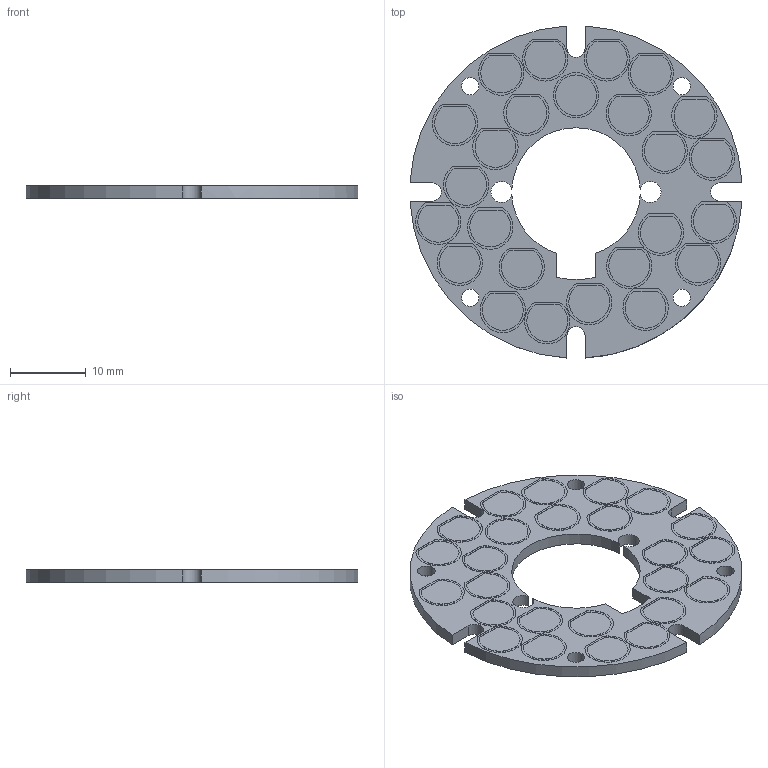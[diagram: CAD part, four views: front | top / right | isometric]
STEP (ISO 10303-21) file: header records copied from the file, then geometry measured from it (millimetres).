
FILE_DESCRIPTION(('FreeCAD Model'),'2;1');
FILE_NAME('Open CASCADE Shape Model','2024-08-20T18:19:22',(''),(''), 'Open CASCADE STEP processor 7.6','FreeCAD','Unknown');
FILE_SCHEMA(('AUTOMOTIVE_DESIGN { 1 0 10303 214 1 1 1 1 }'));
Length unit declared in the file: millimetre
Products named in the file (1): PCB
Bounding box: 43.93 x 43.93 x 1.64 mm (x, y, z)
Volume: 1940.7 mm3; surface area: 2879.1 mm2
Topology: 1 solids, 1 shells, 289 faces, 646 edges, 430 vertices
Faces by surface type: plane 221, cylinder 68
Full cylindrical faces by diameter (mm): 2.3 x4, 5.4 x1, 6 x1
Entity records: 8024 total; most frequent: CARTESIAN_POINT 1366, DIRECTION 1364, ORIENTED_EDGE 1292, EDGE_CURVE 646, LINE 508, VECTOR 508, VERTEX_POINT 430, AXIS2_PLACEMENT_3D 428
